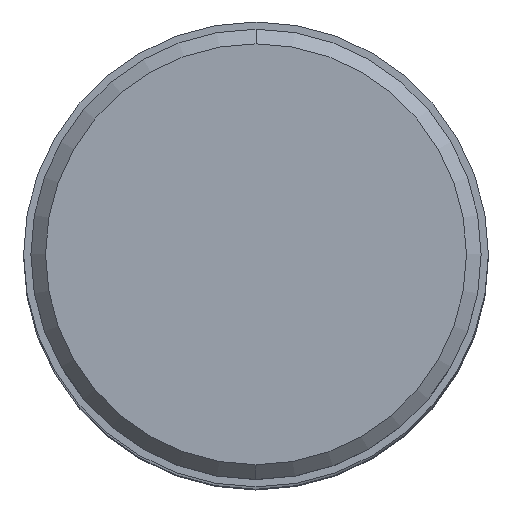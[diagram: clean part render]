
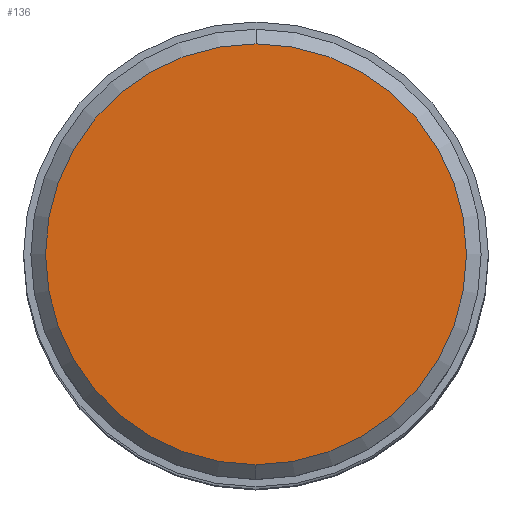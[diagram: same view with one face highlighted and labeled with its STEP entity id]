
A CAD part, top view. The second image highlights one B-rep face of the part: STEP entity #136.
In plain terms, the highlighted planar face has unit normal (0, 0, 1).
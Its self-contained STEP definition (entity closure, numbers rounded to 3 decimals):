
#34=PLANE('',#1113);
#136=ADVANCED_FACE('',(#217),#34,.F.);
#217=FACE_OUTER_BOUND('',#277,.T.);
#277=EDGE_LOOP('',(#486,#487));
#486=ORIENTED_EDGE('',*,*,#715,.F.);
#487=ORIENTED_EDGE('',*,*,#714,.F.);
#598=VERTEX_POINT('',#2376);
#599=VERTEX_POINT('',#2378);
#714=EDGE_CURVE('',#599,#598,#848,.T.);
#715=EDGE_CURVE('',#598,#599,#849,.T.);
#848=CIRCLE('',#1110,14.375);
#849=CIRCLE('',#1112,14.375);
#1110=AXIS2_PLACEMENT_3D('',#2379,#1339,#1340);
#1112=AXIS2_PLACEMENT_3D('',#2381,#1343,#1344);
#1113=AXIS2_PLACEMENT_3D('',#2382,#1345,#1346);
#1339=DIRECTION('',(0.,0.,-1.));
#1340=DIRECTION('',(0.,1.,0.));
#1343=DIRECTION('',(0.,0.,-1.));
#1344=DIRECTION('',(0.,-1.,0.));
#1345=DIRECTION('',(0.,0.,-1.));
#1346=DIRECTION('',(1.,0.,0.));
#2376=CARTESIAN_POINT('',(0.,-14.375,42.863));
#2378=CARTESIAN_POINT('',(0.,14.375,42.863));
#2379=CARTESIAN_POINT('',(0.,0.,42.863));
#2381=CARTESIAN_POINT('',(0.,0.,42.863));
#2382=CARTESIAN_POINT('',(0.,0.,42.863));
